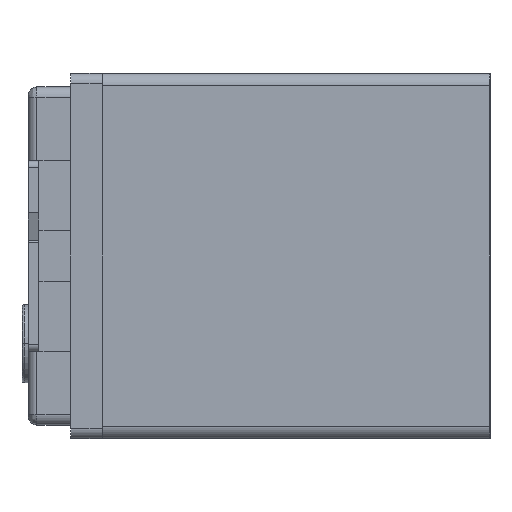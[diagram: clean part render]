
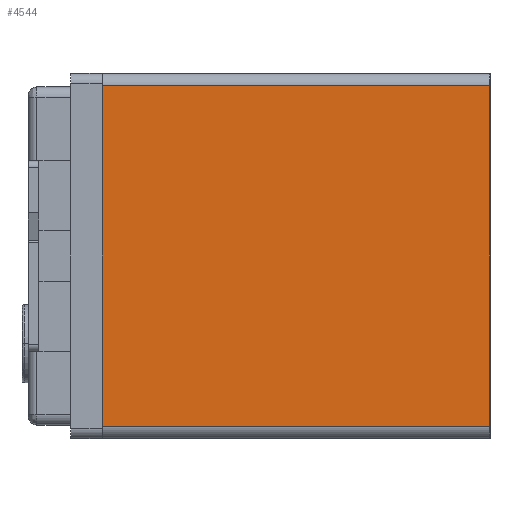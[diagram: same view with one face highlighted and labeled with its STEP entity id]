
A CAD part, left-side view. The second image highlights one B-rep face of the part: STEP entity #4544.
In plain terms, the highlighted planar face has unit normal (-1, 0, 0).
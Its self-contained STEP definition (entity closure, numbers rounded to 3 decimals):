
#604 = DIRECTION ( 'NONE',  ( 0., 0., 1. ) ) ;
#630 = VERTEX_POINT ( 'NONE', #5775 ) ;
#1348 = AXIS2_PLACEMENT_3D ( 'NONE', #6047, #7264, #604 ) ;
#1700 = EDGE_CURVE ( 'NONE', #6319, #630, #4804, .T. ) ;
#1721 = DIRECTION ( 'NONE',  ( 0., 0., -1. ) ) ;
#1765 = CARTESIAN_POINT ( 'NONE',  ( -165., 183.5, 80.5 ) ) ;
#1791 = DIRECTION ( 'NONE',  ( 0., 0., -1. ) ) ;
#1873 = CARTESIAN_POINT ( 'NONE',  ( -165., 0., -80.5 ) ) ;
#1927 = ORIENTED_EDGE ( 'NONE', *, *, #6976, .T. ) ;
#1991 = ORIENTED_EDGE ( 'NONE', *, *, #5814, .F. ) ;
#2130 = VECTOR ( 'NONE', #5771, 1000. ) ;
#2349 = ORIENTED_EDGE ( 'NONE', *, *, #1700, .T. ) ;
#3495 = FACE_OUTER_BOUND ( 'NONE', #6720, .T. ) ;
#3725 = LINE ( 'NONE', #5042, #6988 ) ;
#3909 = CARTESIAN_POINT ( 'NONE',  ( -165., 183.5, -80.5 ) ) ;
#3919 = CARTESIAN_POINT ( 'NONE',  ( -165., 0., 80.5 ) ) ;
#3981 = LINE ( 'NONE', #3909, #2130 ) ;
#4393 = DIRECTION ( 'NONE',  ( 0., 1., 0. ) ) ;
#4544 = ADVANCED_FACE ( 'NONE', ( #3495 ), #4555, .T. ) ;
#4555 = PLANE ( 'NONE',  #1348 ) ;
#4804 = LINE ( 'NONE', #6624, #5644 ) ;
#5042 = CARTESIAN_POINT ( 'NONE',  ( -165., 0., 80.5 ) ) ;
#5644 = VECTOR ( 'NONE', #1791, 1000. ) ;
#5771 = DIRECTION ( 'NONE',  ( 0., -1., 0. ) ) ;
#5775 = CARTESIAN_POINT ( 'NONE',  ( -165., 183.5, -80.5 ) ) ;
#5814 = EDGE_CURVE ( 'NONE', #7168, #5932, #6623, .T. ) ;
#5932 = VERTEX_POINT ( 'NONE', #1873 ) ;
#5998 = CARTESIAN_POINT ( 'NONE',  ( -165., 0., 80.5 ) ) ;
#6047 = CARTESIAN_POINT ( 'NONE',  ( -165., 0., -86.5 ) ) ;
#6319 = VERTEX_POINT ( 'NONE', #1765 ) ;
#6566 = ORIENTED_EDGE ( 'NONE', *, *, #7358, .T. ) ;
#6623 = LINE ( 'NONE', #5998, #6990 ) ;
#6624 = CARTESIAN_POINT ( 'NONE',  ( -165., 183.5, 80.5 ) ) ;
#6720 = EDGE_LOOP ( 'NONE', ( #6566, #1991, #1927, #2349 ) ) ;
#6976 = EDGE_CURVE ( 'NONE', #7168, #6319, #3725, .T. ) ;
#6988 = VECTOR ( 'NONE', #4393, 1000. ) ;
#6990 = VECTOR ( 'NONE', #1721, 1000. ) ;
#7168 = VERTEX_POINT ( 'NONE', #3919 ) ;
#7264 = DIRECTION ( 'NONE',  ( -1., 0., 0. ) ) ;
#7358 = EDGE_CURVE ( 'NONE', #630, #5932, #3981, .T. ) ;
